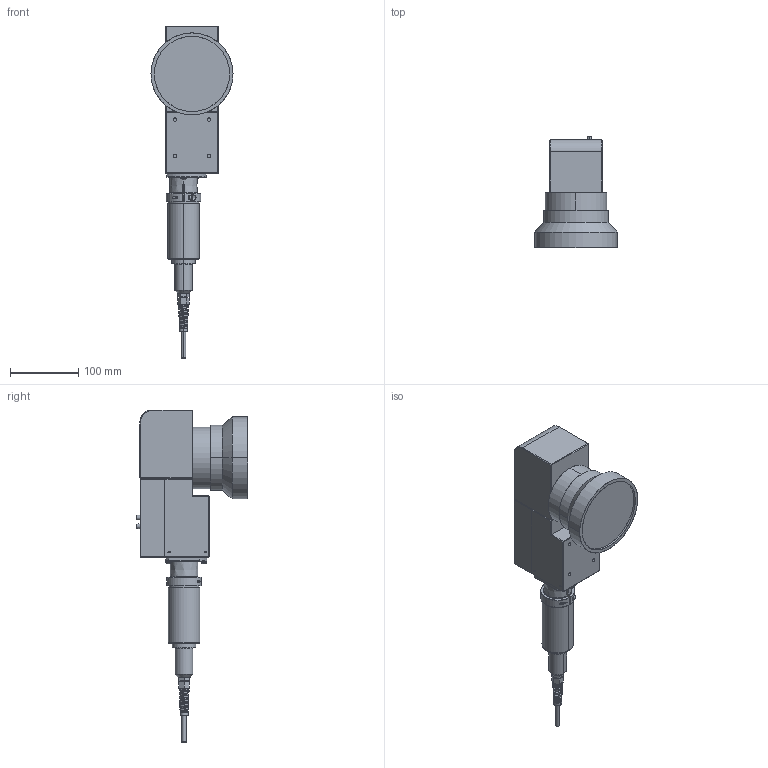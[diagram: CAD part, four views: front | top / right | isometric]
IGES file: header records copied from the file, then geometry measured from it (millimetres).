
Start section: SolidWorks IGES file using analytic representation for surfaces
Global section: file name: IPG_420.IGS; native system: SolidWorks 2014; preprocessor: SolidWorks 2014; author: hahn; date: 140326.125915; units: inch
Bounding box: 119.8 x 162.83 x 484.98 mm (x, y, z)
Surface area: 173958.1 mm2 (no closed solid volume)
Topology: 0 solids, 0 shells, 685 faces, 10673 edges, 10669 vertices
Faces by surface type: revolution 446, bspline 239
